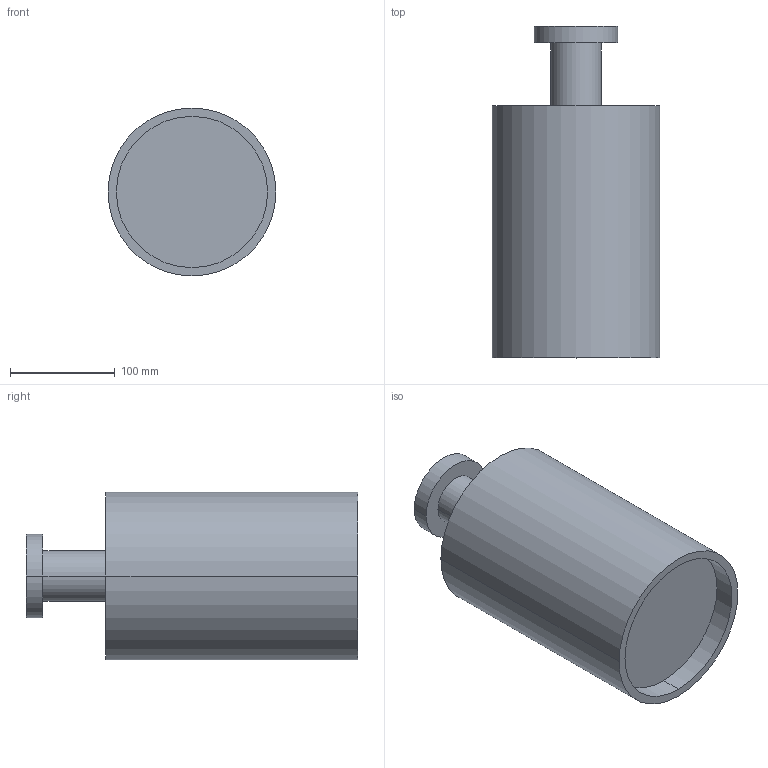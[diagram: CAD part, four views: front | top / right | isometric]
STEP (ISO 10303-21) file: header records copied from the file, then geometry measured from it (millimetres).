
FILE_DESCRIPTION((''),'2;1');
FILE_NAME('BOTTLE','2020-02-15T13:07:37',('satei'),(''),'CREO PARAMETRIC BY PTC INC, 2019224','CREO PARAMETRIC BY PTC INC, 2019224','');
FILE_SCHEMA(('CONFIG_CONTROL_DESIGN'));
Length unit declared in the file: millimetre
Products named in the file (1): BOTTLE
Bounding box: 160 x 316 x 160 mm (x, y, z)
Volume: 4341329.2 mm3; surface area: 203876.8 mm2
Topology: 1 solids, 1 shells, 16 faces, 34 edges, 24 vertices
Faces by surface type: cylinder 10, plane 6
Entity records: 490 total; most frequent: DIRECTION 88, CARTESIAN_POINT 74, ORIENTED_EDGE 68, AXIS2_PLACEMENT_3D 38, EDGE_CURVE 34, VERTEX_POINT 24, CIRCLE 22, EDGE_LOOP 20
